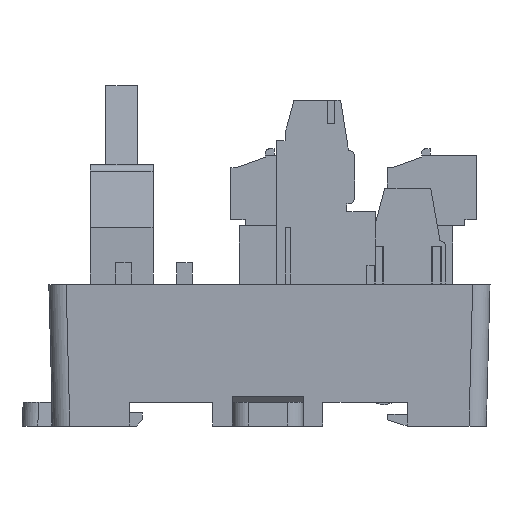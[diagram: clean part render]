
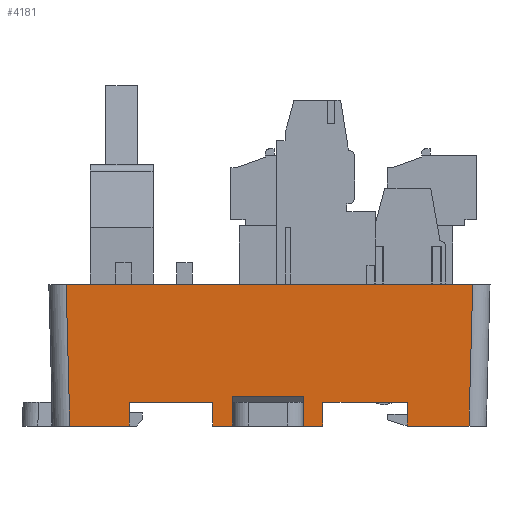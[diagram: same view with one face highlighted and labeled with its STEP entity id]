
A CAD part, left-side view. The second image highlights one B-rep face of the part: STEP entity #4181.
In plain terms, the highlighted planar face has unit normal (-1, 0, -0.026).
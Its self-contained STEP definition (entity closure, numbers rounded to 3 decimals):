
#2310=FACE_OUTER_BOUND('',#8907,.T.);
#4181=ADVANCED_FACE('',(#2310),#6192,.T.);
#6192=PLANE('',#39438);
#8907=EDGE_LOOP('',(#11775,#11776,#11777,#11778,#11779,#11780,#11781,#11782,
#11783,#11784,#11785,#11786,#11787,#11788,#11789,#11790));
#11775=ORIENTED_EDGE('',*,*,#25813,.T.);
#11776=ORIENTED_EDGE('',*,*,#25830,.T.);
#11777=ORIENTED_EDGE('',*,*,#25831,.F.);
#11778=ORIENTED_EDGE('',*,*,#25832,.T.);
#11779=ORIENTED_EDGE('',*,*,#25833,.T.);
#11780=ORIENTED_EDGE('',*,*,#25834,.F.);
#11781=ORIENTED_EDGE('',*,*,#25679,.F.);
#11782=ORIENTED_EDGE('',*,*,#25835,.F.);
#11783=ORIENTED_EDGE('',*,*,#25836,.T.);
#11784=ORIENTED_EDGE('',*,*,#25777,.F.);
#11785=ORIENTED_EDGE('',*,*,#25837,.T.);
#11786=ORIENTED_EDGE('',*,*,#25773,.F.);
#11787=ORIENTED_EDGE('',*,*,#25838,.T.);
#11788=ORIENTED_EDGE('',*,*,#25839,.T.);
#11789=ORIENTED_EDGE('',*,*,#25669,.F.);
#11790=ORIENTED_EDGE('',*,*,#25754,.T.);
#22071=VERTEX_POINT('',#52584);
#22072=VERTEX_POINT('',#52586);
#22081=VERTEX_POINT('',#52604);
#22082=VERTEX_POINT('',#52606);
#22154=VERTEX_POINT('',#52759);
#22171=VERTEX_POINT('',#52795);
#22172=VERTEX_POINT('',#52797);
#22174=VERTEX_POINT('',#52803);
#22175=VERTEX_POINT('',#52805);
#22203=VERTEX_POINT('',#52874);
#22217=VERTEX_POINT('',#52908);
#22218=VERTEX_POINT('',#52910);
#22219=VERTEX_POINT('',#52912);
#22220=VERTEX_POINT('',#52914);
#22221=VERTEX_POINT('',#52917);
#22222=VERTEX_POINT('',#52921);
#25669=EDGE_CURVE('',#22071,#22072,#30943,.T.);
#25679=EDGE_CURVE('',#22081,#22082,#30951,.T.);
#25754=EDGE_CURVE('',#22071,#22154,#31024,.T.);
#25773=EDGE_CURVE('',#22171,#22172,#31043,.T.);
#25777=EDGE_CURVE('',#22174,#22175,#31047,.T.);
#25813=EDGE_CURVE('',#22154,#22203,#31078,.T.);
#25830=EDGE_CURVE('',#22203,#22217,#31094,.T.);
#25831=EDGE_CURVE('',#22218,#22217,#31095,.T.);
#25832=EDGE_CURVE('',#22218,#22219,#31096,.T.);
#25833=EDGE_CURVE('',#22219,#22220,#31097,.T.);
#25834=EDGE_CURVE('',#22082,#22220,#31098,.T.);
#25835=EDGE_CURVE('',#22221,#22081,#31099,.T.);
#25836=EDGE_CURVE('',#22221,#22175,#31100,.T.);
#25837=EDGE_CURVE('',#22174,#22172,#31101,.T.);
#25838=EDGE_CURVE('',#22171,#22222,#31102,.T.);
#25839=EDGE_CURVE('',#22222,#22072,#31103,.T.);
#30943=LINE('',#52585,#35290);
#30951=LINE('',#52605,#35298);
#31024=LINE('',#52758,#35371);
#31043=LINE('',#52796,#35390);
#31047=LINE('',#52804,#35394);
#31078=LINE('',#52875,#35425);
#31094=LINE('',#52907,#35441);
#31095=LINE('',#52909,#35442);
#31096=LINE('',#52911,#35443);
#31097=LINE('',#52913,#35444);
#31098=LINE('',#52915,#35445);
#31099=LINE('',#52916,#35446);
#31100=LINE('',#52918,#35447);
#31101=LINE('',#52919,#35448);
#31102=LINE('',#52920,#35449);
#31103=LINE('',#52922,#35450);
#35290=VECTOR('',#42503,1.);
#35298=VECTOR('',#42515,1.);
#35371=VECTOR('',#42604,1.);
#35390=VECTOR('',#42625,1.);
#35394=VECTOR('',#42631,1.);
#35425=VECTOR('',#42684,1.);
#35441=VECTOR('',#42706,1.);
#35442=VECTOR('',#42707,1.);
#35443=VECTOR('',#42708,1.);
#35444=VECTOR('',#42709,1.);
#35445=VECTOR('',#42710,1.);
#35446=VECTOR('',#42711,1.);
#35447=VECTOR('',#42712,1.);
#35448=VECTOR('',#42713,1.);
#35449=VECTOR('',#42714,1.);
#35450=VECTOR('',#42715,1.);
#39438=AXIS2_PLACEMENT_3D('',#52923,#42716,#42717);
#42503=DIRECTION('',(0.,1.,0.));
#42515=DIRECTION('',(0.,1.,0.));
#42604=DIRECTION('',(0.026,0.,-1.));
#42625=DIRECTION('',(-0.026,0.,1.));
#42631=DIRECTION('',(0.026,0.,-1.));
#42684=DIRECTION('',(0.,-1.,0.));
#42706=DIRECTION('',(-0.026,-0.026,0.999));
#42707=DIRECTION('',(0.,-1.,0.));
#42708=DIRECTION('',(0.026,-0.026,-0.999));
#42709=DIRECTION('',(0.,-1.,0.));
#42710=DIRECTION('',(0.026,0.,-1.));
#42711=DIRECTION('',(-0.026,0.,1.));
#42712=DIRECTION('',(0.,-1.,0.));
#42713=DIRECTION('',(0.,-1.,0.));
#42714=DIRECTION('',(0.,-1.,0.));
#42715=DIRECTION('',(-0.026,0.,1.));
#42716=DIRECTION('',(-1.,0.,-0.026));
#42717=DIRECTION('',(-0.026,0.,1.));
#52584=CARTESIAN_POINT('',(867.697,191.695,177.));
#52585=CARTESIAN_POINT('',(867.697,209.445,177.));
#52586=CARTESIAN_POINT('',(867.697,202.445,177.));
#52604=CARTESIAN_POINT('',(867.697,216.445,177.));
#52605=CARTESIAN_POINT('',(867.697,209.445,177.));
#52606=CARTESIAN_POINT('',(867.697,227.095,177.));
#52758=CARTESIAN_POINT('',(867.304,191.695,191.997));
#52759=CARTESIAN_POINT('',(867.776,191.695,174.));
#52795=CARTESIAN_POINT('',(867.776,204.895,174.));
#52796=CARTESIAN_POINT('',(867.304,204.895,191.997));
#52797=CARTESIAN_POINT('',(867.678,204.895,177.726));
#52803=CARTESIAN_POINT('',(867.678,213.995,177.726));
#52804=CARTESIAN_POINT('',(867.304,213.995,191.997));
#52805=CARTESIAN_POINT('',(867.776,213.995,174.));
#52874=CARTESIAN_POINT('',(867.776,183.866,174.));
#52875=CARTESIAN_POINT('',(867.776,208.945,174.));
#52907=CARTESIAN_POINT('',(867.322,183.412,191.34));
#52908=CARTESIAN_POINT('',(867.304,183.395,192.));
#52909=CARTESIAN_POINT('',(867.304,208.945,192.));
#52910=CARTESIAN_POINT('',(867.304,235.096,192.));
#52911=CARTESIAN_POINT('',(867.322,235.079,191.34));
#52912=CARTESIAN_POINT('',(867.776,234.625,174.));
#52913=CARTESIAN_POINT('',(867.776,209.445,174.));
#52914=CARTESIAN_POINT('',(867.776,227.095,174.));
#52915=CARTESIAN_POINT('',(867.71,227.095,176.51));
#52916=CARTESIAN_POINT('',(867.788,216.445,173.539));
#52917=CARTESIAN_POINT('',(867.776,216.445,174.));
#52918=CARTESIAN_POINT('',(867.776,209.445,174.));
#52919=CARTESIAN_POINT('',(867.678,0.,177.726));
#52920=CARTESIAN_POINT('',(867.776,209.445,174.));
#52921=CARTESIAN_POINT('',(867.776,202.445,174.));
#52922=CARTESIAN_POINT('',(867.304,202.445,191.997));
#52923=CARTESIAN_POINT('',(867.304,208.945,191.997));
